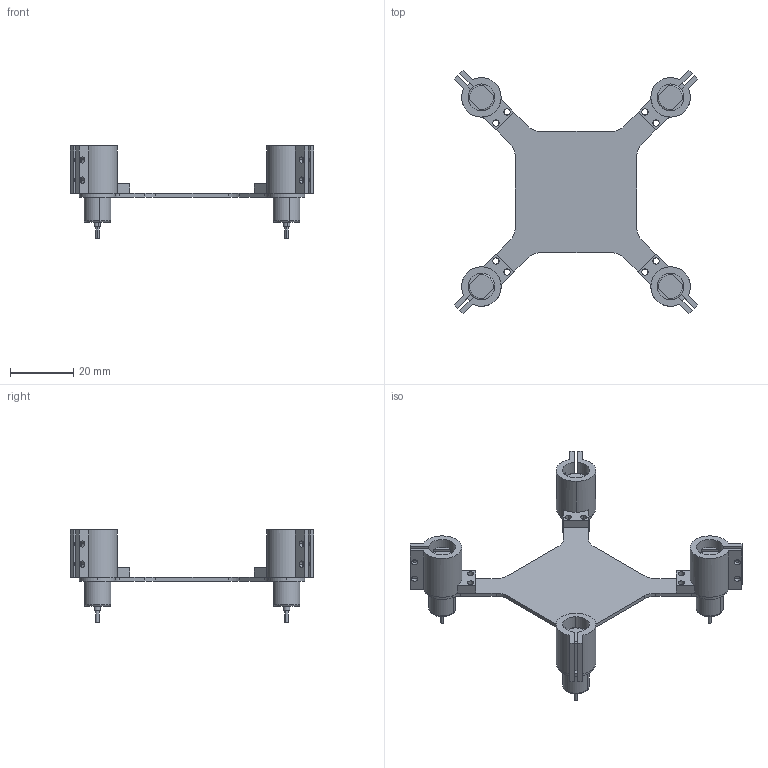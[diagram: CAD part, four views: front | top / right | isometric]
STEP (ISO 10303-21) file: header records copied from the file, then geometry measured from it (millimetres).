
FILE_DESCRIPTION (( 'STEP AP203' ), '1' );
FILE_NAME ('base_fight_first2_默认_sldprt.STEP', '2022-04-23T07:26:48', ( '' ), ( '' ), 'SwSTEP 2.0', 'SolidWorks 2021', '' );
FILE_SCHEMA (( 'CONFIG_CONTROL_DESIGN' ));
Length unit declared in the file: metre
Products named in the file (1): base_fight_first2_默认_sldprt
Bounding box: 77.29 x 77.29 x 29.2 mm (x, y, z)
Volume: 11967.9 mm3; surface area: 13643.8 mm2
Topology: 9 solids, 9 shells, 252 faces, 638 edges, 420 vertices
Faces by surface type: cylinder 134, plane 102, torus 16
Entity records: 7923 total; most frequent: DIRECTION 1468, CARTESIAN_POINT 1311, ORIENTED_EDGE 1276, EDGE_CURVE 638, AXIS2_PLACEMENT_3D 577, VERTEX_POINT 420, EDGE_LOOP 340, CIRCLE 324
